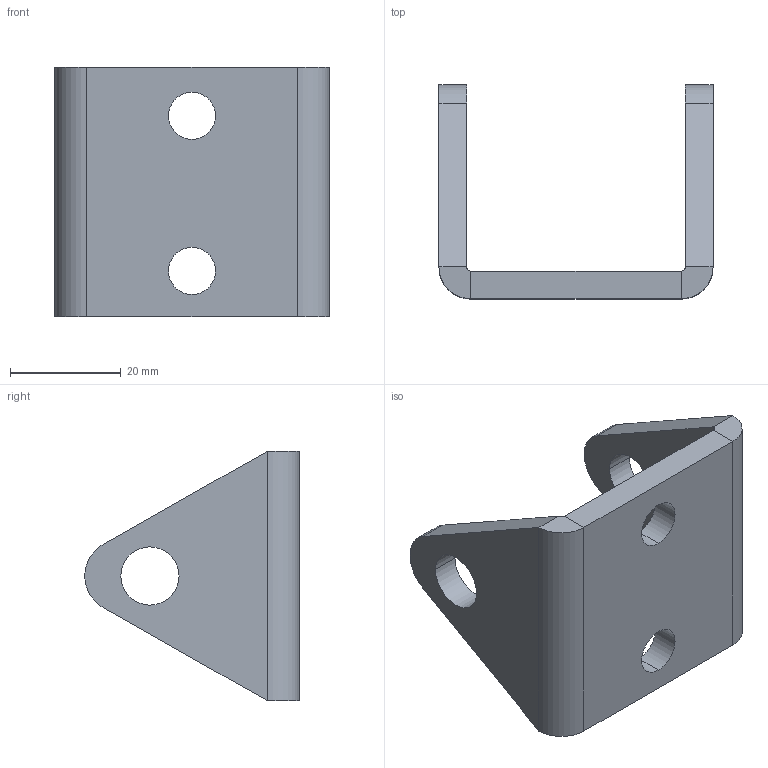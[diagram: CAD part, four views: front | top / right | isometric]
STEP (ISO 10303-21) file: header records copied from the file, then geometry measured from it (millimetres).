
FILE_DESCRIPTION (( 'STEP AP214' ), '1' );
FILE_NAME ('04369-Heavy Duty ZP Rod Guide 10mm.STEP', '2025-08-04T03:59:11', ( '' ), ( '' ), 'SwSTEP 2.0', 'SolidWorks 2025', '' );
FILE_SCHEMA (( 'AUTOMOTIVE_DESIGN' ));
Length unit declared in the file: millimetre
Products named in the file (1): 04369-Heavy Duty ZP Rod Guide 10mm
Bounding box: 49.47 x 38.64 x 45 mm (x, y, z)
Volume: 26009 mm3; surface area: 13398.3 mm2
Topology: 2 solids, 2 shells, 40 faces, 92 edges, 56 vertices
Faces by surface type: plane 22, cylinder 18
Entity records: 1180 total; most frequent: DIRECTION 210, CARTESIAN_POINT 189, ORIENTED_EDGE 184, EDGE_CURVE 92, AXIS2_PLACEMENT_3D 77, VECTOR 56, VERTEX_POINT 56, LINE 56
